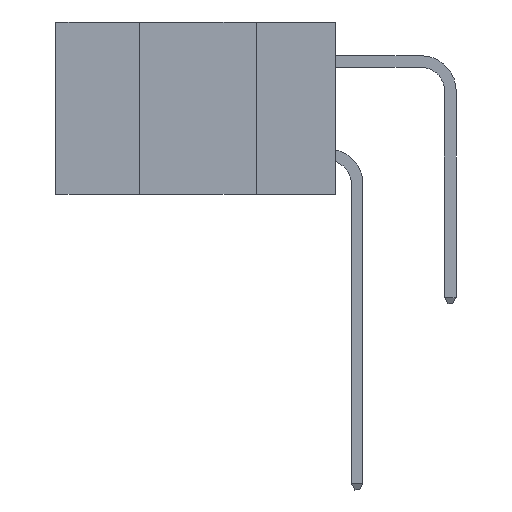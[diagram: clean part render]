
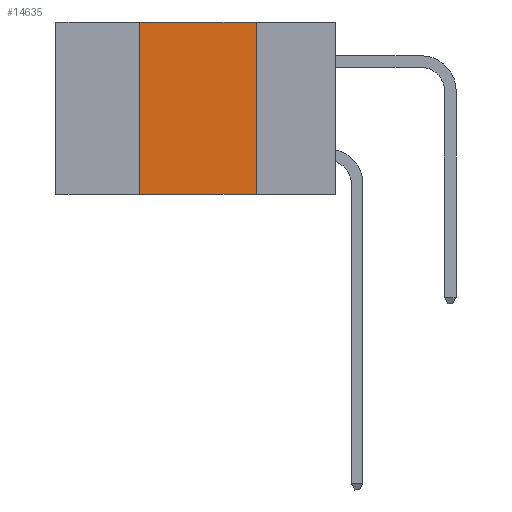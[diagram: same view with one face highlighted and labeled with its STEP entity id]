
A CAD part, left-side view. The second image highlights one B-rep face of the part: STEP entity #14635.
In plain terms, the highlighted planar face has unit normal (-1, 0, 0).
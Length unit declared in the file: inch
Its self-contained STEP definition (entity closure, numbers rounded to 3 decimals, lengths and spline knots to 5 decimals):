
#120 = VERTEX_POINT ( 'NONE', #19142 ) ;
#454 = LINE ( 'NONE', #19092, #12757 ) ;
#1138 = EDGE_CURVE ( 'NONE', #18437, #120, #6199, .T. ) ;
#2512 = ORIENTED_EDGE ( 'NONE', *, *, #13307, .F. ) ;
#2577 = VECTOR ( 'NONE', #16496, 39.37008 ) ;
#2735 = FACE_OUTER_BOUND ( 'NONE', #12658, .T. ) ;
#3019 = ORIENTED_EDGE ( 'NONE', *, *, #10999, .F. ) ;
#3421 = ORIENTED_EDGE ( 'NONE', *, *, #1138, .F. ) ;
#4084 = ORIENTED_EDGE ( 'NONE', *, *, #17967, .T. ) ;
#4366 = VECTOR ( 'NONE', #19046, 39.37008 ) ;
#5858 = CARTESIAN_POINT ( 'NONE',  ( 0., 0.17, 0. ) ) ;
#6199 = LINE ( 'NONE', #19765, #18425 ) ;
#6253 = AXIS2_PLACEMENT_3D ( 'NONE', #16084, #8484, #19123 ) ;
#6890 = PLANE ( 'NONE',  #6253 ) ;
#6937 = LINE ( 'NONE', #8913, #2577 ) ;
#8009 = CARTESIAN_POINT ( 'NONE',  ( 0., 0.17, -0.37 ) ) ;
#8484 = DIRECTION ( 'NONE',  ( 1., 0., 0. ) ) ;
#8913 = CARTESIAN_POINT ( 'NONE',  ( 0., 0.6, 0. ) ) ;
#10668 = DIRECTION ( 'NONE',  ( 0., 0., 1. ) ) ;
#10999 = EDGE_CURVE ( 'NONE', #120, #14894, #6937, .T. ) ;
#12658 = EDGE_LOOP ( 'NONE', ( #2512, #3019, #3421, #4084 ) ) ;
#12757 = VECTOR ( 'NONE', #14597, 39.37008 ) ;
#12986 = CARTESIAN_POINT ( 'NONE',  ( 0., 0.17, 0. ) ) ;
#13307 = EDGE_CURVE ( 'NONE', #14894, #18432, #16735, .T. ) ;
#14597 = DIRECTION ( 'NONE',  ( 0., -1., 0. ) ) ;
#14635 = ADVANCED_FACE ( 'NONE', ( #2735 ), #6890, .F. ) ;
#14894 = VERTEX_POINT ( 'NONE', #5858 ) ;
#16084 = CARTESIAN_POINT ( 'NONE',  ( 0., 0.6, 0. ) ) ;
#16496 = DIRECTION ( 'NONE',  ( 0., -1., 0. ) ) ;
#16735 = LINE ( 'NONE', #12986, #4366 ) ;
#17967 = EDGE_CURVE ( 'NONE', #18437, #18432, #454, .T. ) ;
#18425 = VECTOR ( 'NONE', #10668, 39.37008 ) ;
#18432 = VERTEX_POINT ( 'NONE', #8009 ) ;
#18437 = VERTEX_POINT ( 'NONE', #18675 ) ;
#18675 = CARTESIAN_POINT ( 'NONE',  ( 0., 0.42, -0.37 ) ) ;
#19046 = DIRECTION ( 'NONE',  ( 0., 0., -1. ) ) ;
#19092 = CARTESIAN_POINT ( 'NONE',  ( 0., 0.6, -0.37 ) ) ;
#19123 = DIRECTION ( 'NONE',  ( 0., 0., -1. ) ) ;
#19142 = CARTESIAN_POINT ( 'NONE',  ( 0., 0.42, 0. ) ) ;
#19765 = CARTESIAN_POINT ( 'NONE',  ( 0., 0.42, 0. ) ) ;
